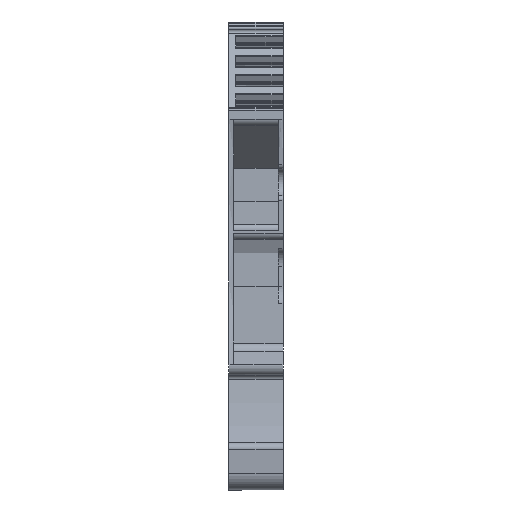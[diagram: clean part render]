
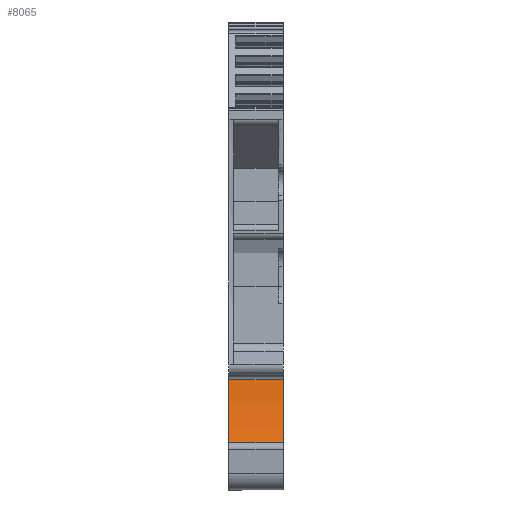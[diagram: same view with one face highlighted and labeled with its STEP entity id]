
A CAD part, front view. The second image highlights one B-rep face of the part: STEP entity #8065.
In plain terms, the highlighted cylindrical face has radius 35 mm (diameter 70 mm), a partial arc.
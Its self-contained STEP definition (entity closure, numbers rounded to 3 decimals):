
#864=AXIS2_PLACEMENT_3D('Circle Axis2P3D',#862,#863,$) ;
#8045=AXIS2_PLACEMENT_3D('Cylinder Axis2P3D',#8042,#8043,#8044) ;
#8056=AXIS2_PLACEMENT_3D('Circle Axis2P3D',#8054,#8055,$) ;
#859=CARTESIAN_POINT('Vertex',(0.,3.238,4.589)) ;
#862=CARTESIAN_POINT('Axis2P3D Location',(0.,-30.024,15.482)) ;
#866=CARTESIAN_POINT('Vertex',(0.,4.836,12.355)) ;
#8023=CARTESIAN_POINT('Line Origine',(3.05,4.836,12.355)) ;
#8027=CARTESIAN_POINT('Vertex',(6.1,4.836,12.355)) ;
#8042=CARTESIAN_POINT('Axis2P3D Location',(3.05,-30.024,15.482)) ;
#8047=CARTESIAN_POINT('Line Origine',(2.94,3.238,4.589)) ;
#8051=CARTESIAN_POINT('Vertex',(6.1,3.238,4.589)) ;
#8054=CARTESIAN_POINT('Axis2P3D Location',(6.1,-30.024,15.482)) ;
#863=DIRECTION('Axis2P3D Direction',(1.,0.,0.)) ;
#8024=DIRECTION('Vector Direction',(1.,0.,0.)) ;
#8043=DIRECTION('Axis2P3D Direction',(1.,0.,0.)) ;
#8044=DIRECTION('Axis2P3D XDirection',(0.,0.95,-0.311)) ;
#8048=DIRECTION('Vector Direction',(1.,0.,0.)) ;
#8055=DIRECTION('Axis2P3D Direction',(1.,0.,0.)) ;
#8025=VECTOR('Line Direction',#8024,1.) ;
#8049=VECTOR('Line Direction',#8048,1.) ;
#8060=ORIENTED_EDGE('',*,*,#8029,.T.) ;
#8061=ORIENTED_EDGE('',*,*,#868,.T.) ;
#8062=ORIENTED_EDGE('',*,*,#8053,.T.) ;
#8063=ORIENTED_EDGE('',*,*,#8058,.F.) ;
#8065=ADVANCED_FACE('WDU4_ZZ',(#8064),#8046,.F.) ;
#865=CIRCLE('generated circle',#864,35.) ;
#8057=CIRCLE('generated circle',#8056,35.) ;
#8046=CYLINDRICAL_SURFACE('generated cylinder',#8045,35.) ;
#868=EDGE_CURVE('',#867,#860,#865,.F.) ;
#8029=EDGE_CURVE('',#8028,#867,#8026,.F.) ;
#8053=EDGE_CURVE('',#860,#8052,#8050,.T.) ;
#8058=EDGE_CURVE('',#8028,#8052,#8057,.F.) ;
#8059=EDGE_LOOP('',(#8060,#8061,#8062,#8063)) ;
#8064=FACE_OUTER_BOUND('',#8059,.T.) ;
#8026=LINE('Line',#8023,#8025) ;
#8050=LINE('Line',#8047,#8049) ;
#860=VERTEX_POINT('',#859) ;
#867=VERTEX_POINT('',#866) ;
#8028=VERTEX_POINT('',#8027) ;
#8052=VERTEX_POINT('',#8051) ;
